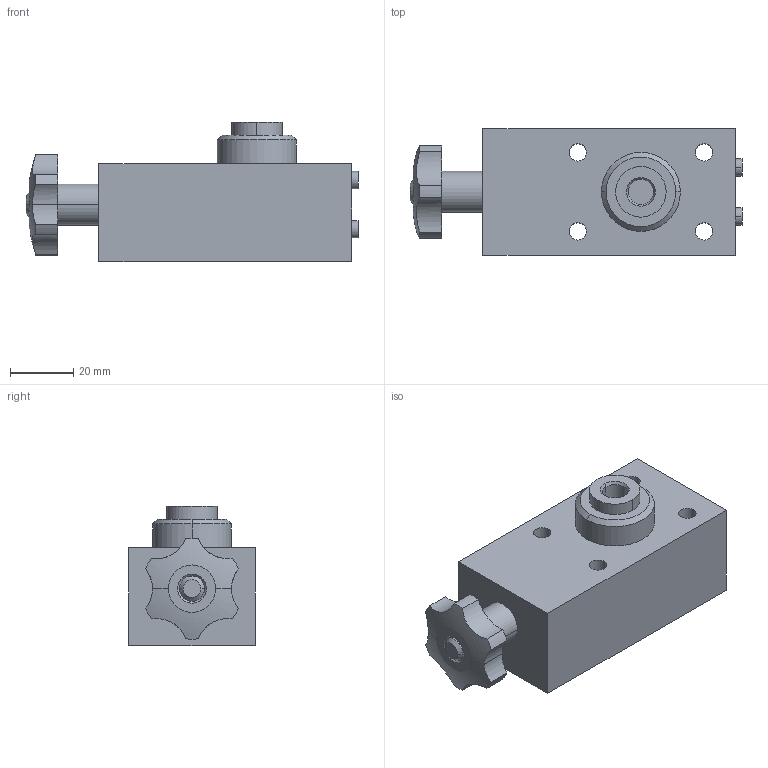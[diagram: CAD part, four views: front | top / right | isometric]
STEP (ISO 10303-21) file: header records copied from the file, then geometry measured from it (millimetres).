
FILE_DESCRIPTION (( 'STEP AP203' ), '1' );
FILE_NAME ('cp300-08040.STEP', '2023-06-15T07:13:30', ( '' ), ( '' ), 'SwSTEP 2.0', 'SolidWorks 2021', '' );
FILE_SCHEMA (( 'CONFIG_CONTROL_DESIGN' ));
Length unit declared in the file: millimetre
Products named in the file (4): cp300-08040; cp300-08040_03; cp300-08040_01; cp300-08040_02
Assembly tree (3 placements, depth 2):
  cp300-08040
    cp300-08040_01
    cp300-08040_02
    cp300-08040_03
Bounding box: 105.08 x 40 x 44 mm (x, y, z)
Volume: 103999.7 mm3; surface area: 28292.1 mm2
Topology: 3 solids, 3 shells, 101 faces, 239 edges, 155 vertices
Faces by surface type: cylinder 47, plane 40, cone 12, torus 2
Entity records: 3602 total; most frequent: CARTESIAN_POINT 791, DIRECTION 534, ORIENTED_EDGE 478, EDGE_CURVE 239, AXIS2_PLACEMENT_3D 210, VERTEX_POINT 155, EDGE_LOOP 122, LINE 114
